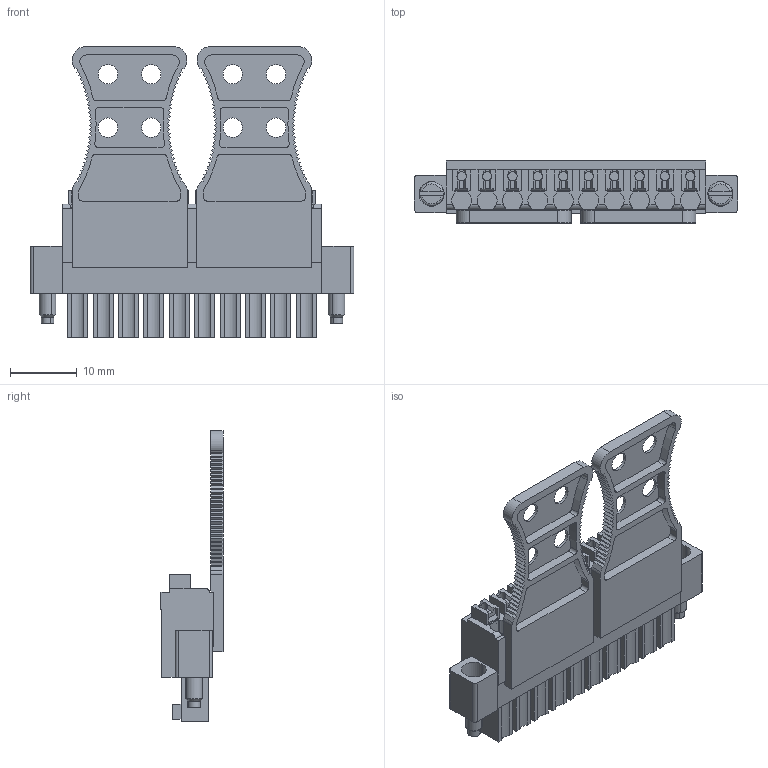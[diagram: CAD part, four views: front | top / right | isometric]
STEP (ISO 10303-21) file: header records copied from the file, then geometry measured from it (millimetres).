
FILE_DESCRIPTION(('CATIA V5 STEP Exchange','CAx-IF Rec.Pracs.--- Model Styling and Organization---1.2---2011-12-15'),'2;1');
FILE_NAME ('D1450041_0', '2018-09-11T12:49:30+00:00', ('none'), ('Weidmueller'), 'CATIA Version 5-6 Release 2014', 'CATIA V5 STEP AP214', 'none');
FILE_SCHEMA(('AUTOMOTIVE_DESIGN { 1 0 10303 214 1 1 1 1 }'));
Length unit declared in the file: millimetre
Products named in the file (1): 1236020000
Bounding box: 48.49 x 9.3 x 43.6 mm (x, y, z)
Volume: 6010.5 mm3; surface area: 6936.6 mm2
Topology: 15 solids, 15 shells, 912 faces, 2494 edges, 1654 vertices
Faces by surface type: plane 719, cylinder 153, cone 28, torus 12
Entity records: 26780 total; most frequent: CARTESIAN_POINT 5089, ORIENTED_EDGE 4988, DIRECTION 3558, EDGE_CURVE 2494, VECTOR 1982, LINE 1982, VERTEX_POINT 1654, AXIS2_PLACEMENT_3D 1005
